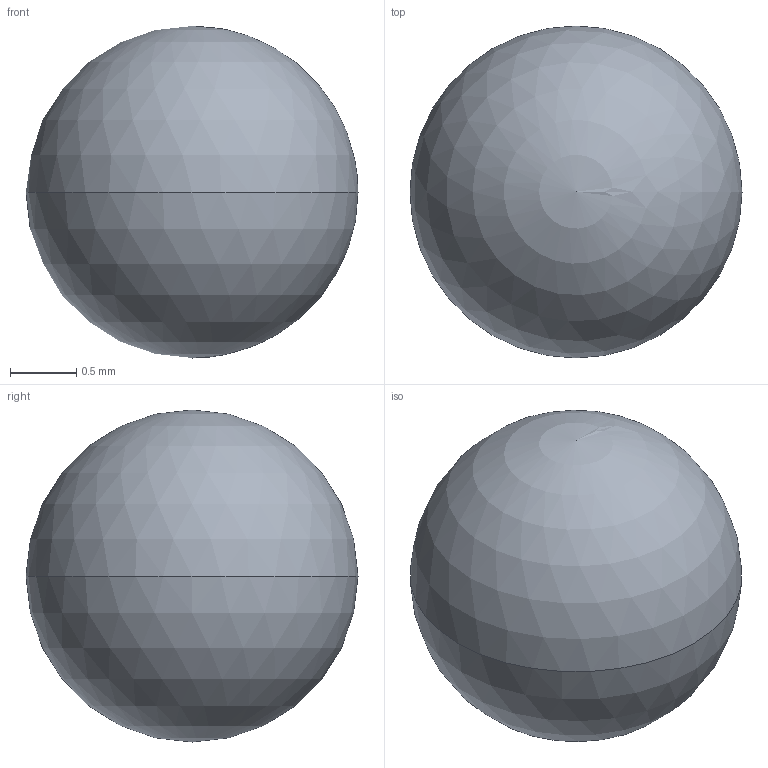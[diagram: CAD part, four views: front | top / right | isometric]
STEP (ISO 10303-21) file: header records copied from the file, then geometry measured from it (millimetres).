
FILE_DESCRIPTION (( 'STEP AP214' ), '1' );
FILE_NAME ('Steel Ball.STEP', '2018-04-02T05:40:12', ( '' ), ( '' ), 'SwSTEP 2.0', 'SolidWorks 2017', '' );
FILE_SCHEMA (( 'AUTOMOTIVE_DESIGN' ));
Length unit declared in the file: millimetre
Products named in the file (1): Steel Ball
Bounding box: 2.5 x 2.5 x 2.5 mm (x, y, z)
Volume: 8.2 mm3; surface area: 19.6 mm2
Topology: 1 solids, 1 shells, 2 faces, 7 edges, 5 vertices
Faces by surface type: sphere 2
Entity records: 78 total; most frequent: DIRECTION 10, CARTESIAN_POINT 7, AXIS2_PLACEMENT_3D 5, ORIENTED_EDGE 4, UNCERTAINTY_MEASURE_WITH_UNIT 3, COLOUR_RGB 2, PRESENTATION_STYLE_ASSIGNMENT 2, FILL_AREA_STYLE_COLOUR 2
